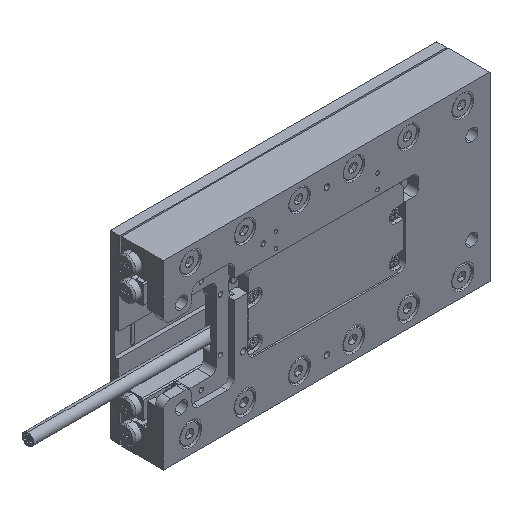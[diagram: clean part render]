
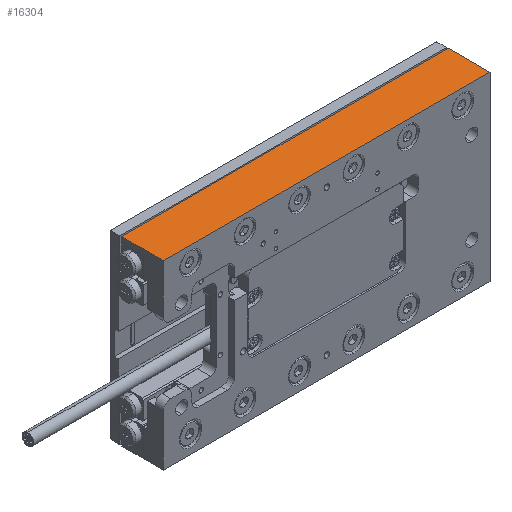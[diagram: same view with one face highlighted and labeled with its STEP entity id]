
A CAD part, isometric view. The second image highlights one B-rep face of the part: STEP entity #16304.
In plain terms, the highlighted planar face has unit normal (0, 0, 1).
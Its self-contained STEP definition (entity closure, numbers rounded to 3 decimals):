
#82 = AXIS2_PLACEMENT_3D ( 'NONE', #9292, #61957, #27075 ) ;
#847 = LINE ( 'NONE', #44324, #73658 ) ;
#6760 = LINE ( 'NONE', #29481, #51657 ) ;
#7662 = EDGE_CURVE ( 'NONE', #68754, #64780, #21422, .T. ) ;
#8506 = ORIENTED_EDGE ( 'NONE', *, *, #7662, .F. ) ;
#8770 = LINE ( 'NONE', #14074, #18078 ) ;
#9292 = CARTESIAN_POINT ( 'NONE',  ( -45., 5.5, 25. ) ) ;
#10844 = ORIENTED_EDGE ( 'NONE', *, *, #69365, .F. ) ;
#11020 = CARTESIAN_POINT ( 'NONE',  ( 45., 11.5, 25. ) ) ;
#14074 = CARTESIAN_POINT ( 'NONE',  ( 45., 5.5, 25. ) ) ;
#16304 = ADVANCED_FACE ( 'NONE', ( #32038 ), #61206, .F. ) ;
#18078 = VECTOR ( 'NONE', #25441, 1000. ) ;
#18306 = CARTESIAN_POINT ( 'NONE',  ( -45., 0., 25. ) ) ;
#20477 = DIRECTION ( 'NONE',  ( 0., -1., 0. ) ) ;
#21422 = LINE ( 'NONE', #39956, #39817 ) ;
#25441 = DIRECTION ( 'NONE',  ( 0., -1., 0. ) ) ;
#27075 = DIRECTION ( 'NONE',  ( -1., 0., 0. ) ) ;
#29481 = CARTESIAN_POINT ( 'NONE',  ( -45., 0., 25. ) ) ;
#32038 = FACE_OUTER_BOUND ( 'NONE', #53044, .T. ) ;
#38833 = DIRECTION ( 'NONE',  ( 1., 0., 0. ) ) ;
#39817 = VECTOR ( 'NONE', #38833, 1000. ) ;
#39956 = CARTESIAN_POINT ( 'NONE',  ( -51.357, 11.5, 25. ) ) ;
#40449 = DIRECTION ( 'NONE',  ( 1., 0., 0. ) ) ;
#44324 = CARTESIAN_POINT ( 'NONE',  ( -45., 5.5, 25. ) ) ;
#48313 = VERTEX_POINT ( 'NONE', #18306 ) ;
#49294 = ORIENTED_EDGE ( 'NONE', *, *, #54016, .T. ) ;
#49989 = VERTEX_POINT ( 'NONE', #51632 ) ;
#50561 = EDGE_CURVE ( 'NONE', #48313, #49989, #6760, .T. ) ;
#51632 = CARTESIAN_POINT ( 'NONE',  ( 45., 0., 25. ) ) ;
#51657 = VECTOR ( 'NONE', #40449, 1000. ) ;
#53044 = EDGE_LOOP ( 'NONE', ( #73461, #10844, #8506, #49294 ) ) ;
#54016 = EDGE_CURVE ( 'NONE', #68754, #48313, #847, .T. ) ;
#61206 = PLANE ( 'NONE',  #82 ) ;
#61957 = DIRECTION ( 'NONE',  ( 0., 0., -1. ) ) ;
#64780 = VERTEX_POINT ( 'NONE', #11020 ) ;
#68754 = VERTEX_POINT ( 'NONE', #71072 ) ;
#69365 = EDGE_CURVE ( 'NONE', #64780, #49989, #8770, .T. ) ;
#71072 = CARTESIAN_POINT ( 'NONE',  ( -45., 11.5, 25. ) ) ;
#73461 = ORIENTED_EDGE ( 'NONE', *, *, #50561, .T. ) ;
#73658 = VECTOR ( 'NONE', #20477, 1000. ) ;
